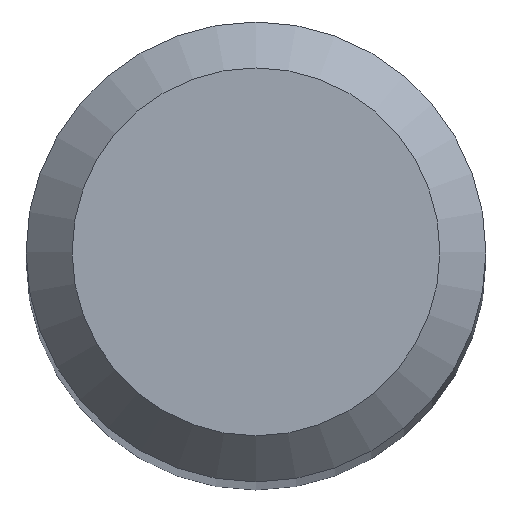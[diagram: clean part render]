
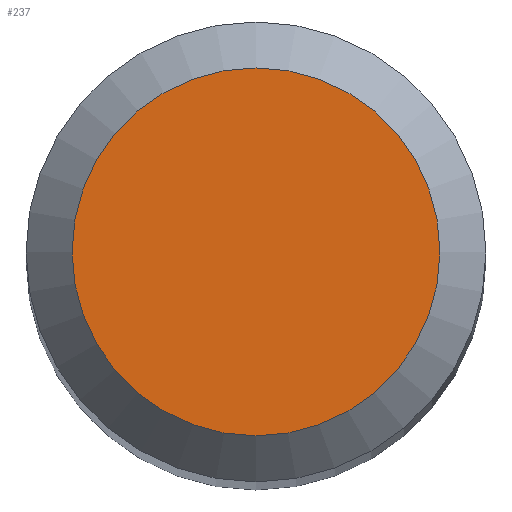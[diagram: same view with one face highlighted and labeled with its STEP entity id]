
A CAD part, top view. The second image highlights one B-rep face of the part: STEP entity #237.
In plain terms, the highlighted planar face has unit normal (0, 0, 1).
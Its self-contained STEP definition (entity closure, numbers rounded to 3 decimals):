
#12 = CIRCLE ( 'NONE', #228, 1.2 ) ;
#32 = CARTESIAN_POINT ( 'NONE',  ( 0., 0., 38. ) ) ;
#52 = FACE_OUTER_BOUND ( 'NONE', #169, .T. ) ;
#62 = CARTESIAN_POINT ( 'NONE',  ( 0., 0., 38. ) ) ;
#70 = DIRECTION ( 'NONE',  ( 0., 1., 0. ) ) ;
#88 = PLANE ( 'NONE',  #180 ) ;
#107 = EDGE_CURVE ( 'NONE', #126, #126, #12, .T. ) ;
#126 = VERTEX_POINT ( 'NONE', #203 ) ;
#132 = ORIENTED_EDGE ( 'NONE', *, *, #107, .F. ) ;
#142 = DIRECTION ( 'NONE',  ( 0., 1., 0. ) ) ;
#145 = DIRECTION ( 'NONE',  ( 0., 0., -1. ) ) ;
#158 = DIRECTION ( 'NONE',  ( 0., 0., -1. ) ) ;
#169 = EDGE_LOOP ( 'NONE', ( #132 ) ) ;
#180 = AXIS2_PLACEMENT_3D ( 'NONE', #32, #145, #70 ) ;
#203 = CARTESIAN_POINT ( 'NONE',  ( 0., 1.2, 38. ) ) ;
#228 = AXIS2_PLACEMENT_3D ( 'NONE', #62, #158, #142 ) ;
#237 = ADVANCED_FACE ( 'NONE', ( #52 ), #88, .F. ) ;
